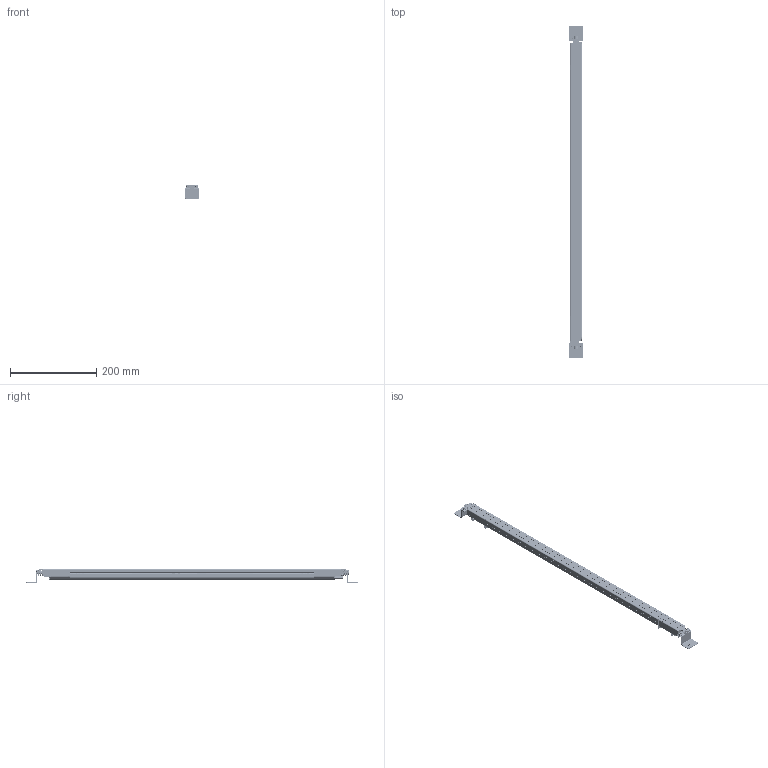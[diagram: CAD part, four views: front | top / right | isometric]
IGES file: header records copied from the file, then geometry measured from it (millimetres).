
Start section:  PTC IGES file: 141901.igs
Global section: file name: 141901.igs; native system: Creo Parametric by Parametric Technology Corporation; preprocessor: 2013230; author: pdmadmin; organization: Unknown; date: 20151202.110536; units: millimetre
Bounding box: 33.28 x 770.43 x 33.56 mm (x, y, z)
Volume: 168619 mm3; surface area: 1094819.5 mm2
Topology: 70 solids, 95 shells, 8916 faces, 45410 edges, 56894 vertices
Faces by surface type: bspline 5076, revolution 3840
